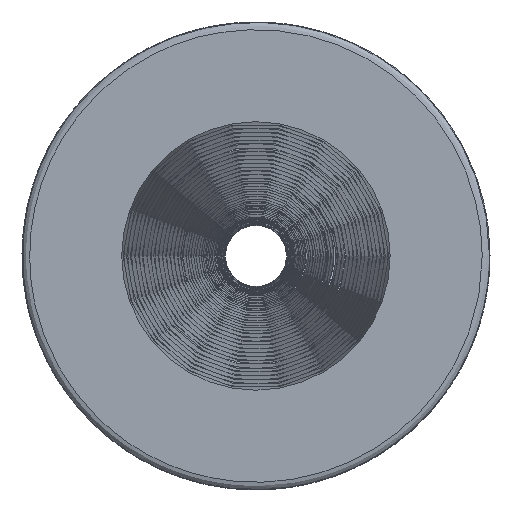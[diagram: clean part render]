
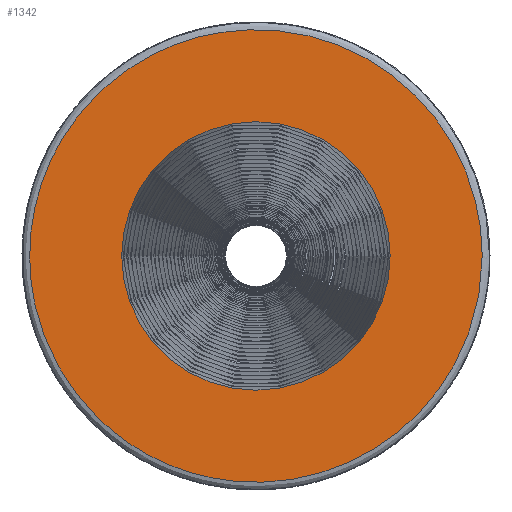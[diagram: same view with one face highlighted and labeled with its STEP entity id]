
A CAD part, front view. The second image highlights one B-rep face of the part: STEP entity #1342.
In plain terms, the highlighted planar face has unit normal (0, -1, 0).
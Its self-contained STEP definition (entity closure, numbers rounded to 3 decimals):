
#17=PLANE('',#1455);
#28=FACE_BOUND('',#276,.T.);
#68=CIRCLE('',#1456,8.645);
#193=FACE_OUTER_BOUND('',#275,.T.);
#275=EDGE_LOOP('',(#1061));
#276=EDGE_LOOP('',(#1062));
#537=B_SPLINE_CURVE_WITH_KNOTS('',3,(#3993,#3994,#3995,#3996,#3997,#3998,
#3999,#4000,#4001,#4002,#4003,#4004,#4005,#4006,#4007,#4008,#4009),
 .UNSPECIFIED.,.T.,.F.,(4,1,1,1,1,1,1,1,1,1,1,1,1,1,4),(-6.283,
-5.834,-5.386,-4.787,-4.488,
-4.189,-3.59,-3.291,-2.693,
-2.094,-1.795,-1.346,-0.898,
-0.449,0.),.UNSPECIFIED.);
#616=VERTEX_POINT('',#3991);
#617=VERTEX_POINT('',#4011);
#777=EDGE_CURVE('',#616,#616,#537,.T.);
#778=EDGE_CURVE('',#617,#617,#68,.T.);
#1061=ORIENTED_EDGE('',*,*,#777,.F.);
#1062=ORIENTED_EDGE('',*,*,#778,.T.);
#1342=ADVANCED_FACE('',(#193,#28),#17,.T.);
#1455=AXIS2_PLACEMENT_3D('',#4010,#1666,#1667);
#1456=AXIS2_PLACEMENT_3D('',#4012,#1668,#1669);
#1666=DIRECTION('center_axis',(0.,-1.,0.));
#1667=DIRECTION('ref_axis',(0.,0.,-1.));
#1668=DIRECTION('center_axis',(0.,1.,0.));
#1669=DIRECTION('ref_axis',(1.,0.,0.));
#3991=CARTESIAN_POINT('',(14.575,0.,0.));
#3993=CARTESIAN_POINT('Ctrl Pts',(14.575,0.,
0.));
#3994=CARTESIAN_POINT('Ctrl Pts',(14.575,0.,
-2.18));
#3995=CARTESIAN_POINT('Ctrl Pts',(13.579,0.,
-6.536));
#3996=CARTESIAN_POINT('Ctrl Pts',(8.936,0.,
-12.375));
#3997=CARTESIAN_POINT('Ctrl Pts',(2.573,0.,
-14.874));
#3998=CARTESIAN_POINT('Ctrl Pts',(-3.29,0.,
-14.417));
#3999=CARTESIAN_POINT('Ctrl Pts',(-8.775,0.,
-12.285));
#4000=CARTESIAN_POINT('Ctrl Pts',(-12.899,0.,
-7.827));
#4001=CARTESIAN_POINT('Ctrl Pts',(-15.065,0.,
-0.8));
#4002=CARTESIAN_POINT('Ctrl Pts',(-13.95,0.,
6.716));
#4003=CARTESIAN_POINT('Ctrl Pts',(-8.767,0.,
12.28));
#4004=CARTESIAN_POINT('Ctrl Pts',(-2.607,0.,
14.691));
#4005=CARTESIAN_POINT('Ctrl Pts',(3.353,0.,
14.697));
#4006=CARTESIAN_POINT('Ctrl Pts',(9.398,0.,
11.783));
#4007=CARTESIAN_POINT('Ctrl Pts',(13.581,0.,
6.54));
#4008=CARTESIAN_POINT('Ctrl Pts',(14.575,0.,
2.18));
#4009=CARTESIAN_POINT('Ctrl Pts',(14.575,0.,
0.));
#4010=CARTESIAN_POINT('Origin',(0.,0.,0.));
#4011=CARTESIAN_POINT('',(-8.645,0.,0.));
#4012=CARTESIAN_POINT('Origin',(0.,0.,0.));
